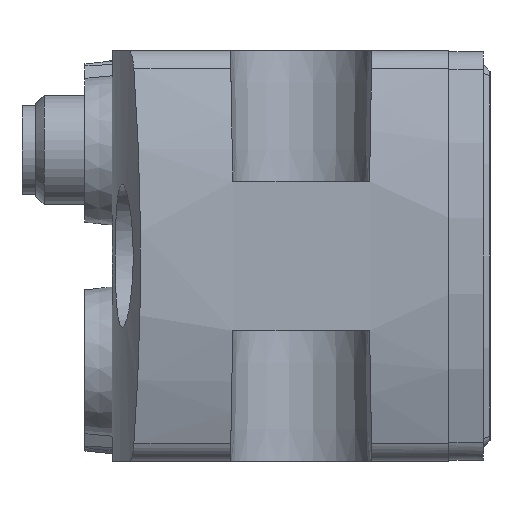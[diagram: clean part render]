
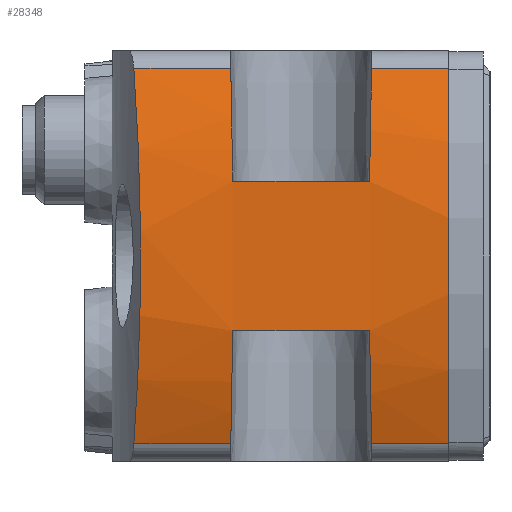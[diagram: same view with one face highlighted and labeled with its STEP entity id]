
A CAD part, left-side view. The second image highlights one B-rep face of the part: STEP entity #28348.
In plain terms, the highlighted cylindrical face has radius 39.024 mm (diameter 78.047 mm), a partial arc.
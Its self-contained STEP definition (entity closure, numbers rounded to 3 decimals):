
#136=B_SPLINE_CURVE_WITH_KNOTS('',3,(#38612,#38613,#38614,#38615,#38616,
#38617,#38618,#38619),.UNSPECIFIED.,.F.,.F.,(4,1,1,1,1,4),(0.,
0.007,0.01,0.014,0.021,
0.028),.UNSPECIFIED.);
#218=CYLINDRICAL_SURFACE('',#29768,39.024);
#651=CIRCLE('',#29771,39.024);
#1769=LINE('',#39145,#3751);
#1774=LINE('',#39161,#3756);
#1775=LINE('',#39167,#3757);
#1776=LINE('',#39179,#3758);
#1777=LINE('',#39183,#3759);
#1778=LINE('',#39188,#3760);
#3751=VECTOR('',#32583,1000.);
#3756=VECTOR('',#32594,1000.);
#3757=VECTOR('',#32603,1000.);
#3758=VECTOR('',#32622,1000.);
#3759=VECTOR('',#32625,1000.);
#3760=VECTOR('',#32630,1000.);
#6100=ORIENTED_EDGE('',*,*,#11736,.T.);
#6101=ORIENTED_EDGE('',*,*,#11741,.T.);
#6102=ORIENTED_EDGE('',*,*,#11733,.T.);
#6103=ORIENTED_EDGE('',*,*,#11742,.T.);
#6104=ORIENTED_EDGE('',*,*,#11743,.T.);
#6105=ORIENTED_EDGE('',*,*,#11744,.T.);
#6106=ORIENTED_EDGE('',*,*,#11745,.F.);
#6107=ORIENTED_EDGE('',*,*,#11746,.F.);
#6108=ORIENTED_EDGE('',*,*,#11726,.F.);
#6109=ORIENTED_EDGE('',*,*,#11747,.F.);
#6110=ORIENTED_EDGE('',*,*,#11748,.F.);
#6111=ORIENTED_EDGE('',*,*,#11493,.T.);
#11493=EDGE_CURVE('',#14358,#14357,#136,.T.);
#11726=EDGE_CURVE('',#14521,#14522,#1769,.T.);
#11733=EDGE_CURVE('',#14526,#14528,#1774,.T.);
#11736=EDGE_CURVE('',#14357,#14529,#1775,.T.);
#11741=EDGE_CURVE('',#14529,#14526,#15958,.F.);
#11742=EDGE_CURVE('',#14528,#14531,#15959,.F.);
#11743=EDGE_CURVE('',#14531,#14532,#1776,.T.);
#11744=EDGE_CURVE('',#14532,#14533,#651,.T.);
#11745=EDGE_CURVE('',#14534,#14533,#1777,.T.);
#11746=EDGE_CURVE('',#14522,#14534,#15960,.T.);
#11747=EDGE_CURVE('',#14535,#14521,#15961,.T.);
#11748=EDGE_CURVE('',#14358,#14535,#1778,.T.);
#14357=VERTEX_POINT('',#38611);
#14358=VERTEX_POINT('',#38620);
#14521=VERTEX_POINT('',#39146);
#14522=VERTEX_POINT('',#39147);
#14526=VERTEX_POINT('',#39156);
#14528=VERTEX_POINT('',#39160);
#14529=VERTEX_POINT('',#39166);
#14531=VERTEX_POINT('',#39178);
#14532=VERTEX_POINT('',#39180);
#14533=VERTEX_POINT('',#39182);
#14534=VERTEX_POINT('',#39184);
#14535=VERTEX_POINT('',#39187);
#15958=ELLIPSE('',#29769,39.03,39.024);
#15959=ELLIPSE('',#29770,39.03,39.024);
#15960=ELLIPSE('',#29772,39.03,39.024);
#15961=ELLIPSE('',#29773,39.03,39.024);
#16108=EDGE_LOOP('',(#6100,#6101,#6102,#6103,#6104,#6105,#6106,#6107,#6108,
#6109,#6110,#6111));
#17640=FACE_BOUND('',#16108,.T.);
#28348=ADVANCED_FACE('',(#17640),#218,.T.);
#29768=AXIS2_PLACEMENT_3D('',#39175,#32616,#32617);
#29769=AXIS2_PLACEMENT_3D('',#39176,#32618,#32619);
#29770=AXIS2_PLACEMENT_3D('',#39177,#32620,#32621);
#29771=AXIS2_PLACEMENT_3D('',#39181,#32623,#32624);
#29772=AXIS2_PLACEMENT_3D('',#39185,#32626,#32627);
#29773=AXIS2_PLACEMENT_3D('',#39186,#32628,#32629);
#32583=DIRECTION('',(0.,-1.,0.));
#32594=DIRECTION('',(0.,-1.,0.));
#32603=DIRECTION('',(0.,-1.,0.));
#32616=DIRECTION('',(0.,-1.,0.));
#32617=DIRECTION('',(0.,0.,-1.));
#32618=DIRECTION('',(0.,-1.,-0.017));
#32619=DIRECTION('',(0.,-0.017,1.));
#32620=DIRECTION('',(0.,1.,-0.017));
#32621=DIRECTION('',(0.,-0.017,-1.));
#32622=DIRECTION('',(0.,-1.,0.));
#32623=DIRECTION('',(0.,1.,0.));
#32624=DIRECTION('',(1.,0.,0.));
#32625=DIRECTION('',(0.,-1.,0.));
#32626=DIRECTION('',(0.,1.,0.017));
#32627=DIRECTION('',(0.,-0.017,1.));
#32628=DIRECTION('',(0.,-1.,0.017));
#32629=DIRECTION('',(0.,-0.017,-1.));
#32630=DIRECTION('',(0.,-1.,0.));
#38611=CARTESIAN_POINT('',(-82.465,26.027,-13.702));
#38612=CARTESIAN_POINT('',(-82.465,26.027,13.702));
#38613=CARTESIAN_POINT('',(-83.291,25.873,11.501));
#38614=CARTESIAN_POINT('',(-84.215,25.685,8.134));
#38615=CARTESIAN_POINT('',(-84.843,25.552,3.531));
#38616=CARTESIAN_POINT('',(-85.056,25.506,-1.184));
#38617=CARTESIAN_POINT('',(-84.533,25.62,-6.97));
#38618=CARTESIAN_POINT('',(-83.291,25.873,-11.501));
#38619=CARTESIAN_POINT('',(-82.465,26.027,-13.702));
#38620=CARTESIAN_POINT('',(-82.465,26.027,13.702));
#39145=CARTESIAN_POINT('',(-84.566,27.6,5.459));
#39146=CARTESIAN_POINT('',(-84.566,18.8,5.459));
#39147=CARTESIAN_POINT('',(-84.566,8.8,5.459));
#39156=CARTESIAN_POINT('',(-84.566,18.8,-5.459));
#39160=CARTESIAN_POINT('',(-84.566,8.8,-5.459));
#39161=CARTESIAN_POINT('',(-84.566,27.6,-5.459));
#39166=CARTESIAN_POINT('',(-82.465,18.944,-13.702));
#39167=CARTESIAN_POINT('',(-82.465,27.6,-13.702));
#39175=CARTESIAN_POINT('',(-45.926,27.6,0.));
#39176=CARTESIAN_POINT('',(-45.926,18.705,0.));
#39177=CARTESIAN_POINT('',(-45.926,8.895,0.));
#39178=CARTESIAN_POINT('',(-82.465,8.656,-13.702));
#39179=CARTESIAN_POINT('',(-82.465,27.6,-13.702));
#39180=CARTESIAN_POINT('',(-82.465,3.,-13.702));
#39181=CARTESIAN_POINT('',(-45.926,3.,0.));
#39182=CARTESIAN_POINT('',(-82.465,3.,13.702));
#39183=CARTESIAN_POINT('',(-82.465,27.6,13.702));
#39184=CARTESIAN_POINT('',(-82.465,8.656,13.702));
#39185=CARTESIAN_POINT('',(-45.926,8.895,0.));
#39186=CARTESIAN_POINT('',(-45.926,18.705,0.));
#39187=CARTESIAN_POINT('',(-82.465,18.944,13.702));
#39188=CARTESIAN_POINT('',(-82.465,27.6,13.702));
